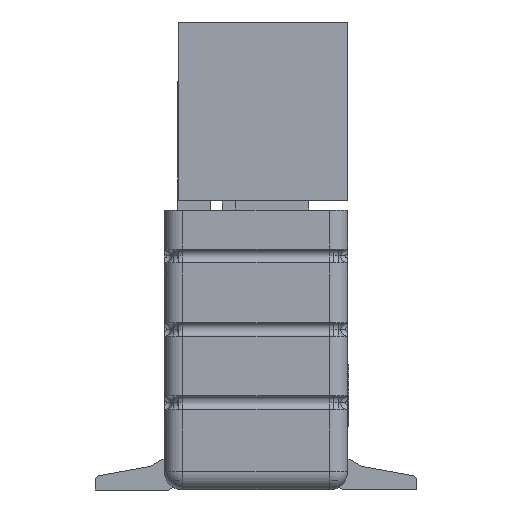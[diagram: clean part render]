
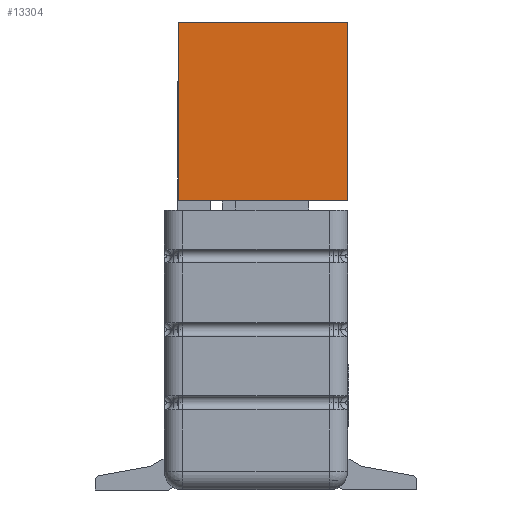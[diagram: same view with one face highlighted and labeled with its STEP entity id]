
A CAD part, left-side view. The second image highlights one B-rep face of the part: STEP entity #13304.
In plain terms, the highlighted planar face has unit normal (-1, 0, 0).
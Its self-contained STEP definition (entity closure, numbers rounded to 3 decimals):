
#114 = VECTOR ( 'NONE', #23154, 1000. ) ;
#2185 = DIRECTION ( 'NONE',  ( 0., 0., 1. ) ) ;
#2790 = DIRECTION ( 'NONE',  ( 0., -1., 0. ) ) ;
#5439 = FACE_OUTER_BOUND ( 'NONE', #16486, .T. ) ;
#5517 = PLANE ( 'NONE',  #32730 ) ;
#7672 = LINE ( 'NONE', #33540, #114 ) ;
#10211 = VERTEX_POINT ( 'NONE', #32623 ) ;
#11115 = CARTESIAN_POINT ( 'NONE',  ( -8.85, -1., 3.15 ) ) ;
#12094 = EDGE_CURVE ( 'NONE', #10211, #40196, #30943, .T. ) ;
#12655 = VECTOR ( 'NONE', #2790, 1000. ) ;
#12807 = EDGE_CURVE ( 'NONE', #35353, #38453, #7672, .T. ) ;
#13304 = ADVANCED_FACE ( 'NONE', ( #5439 ), #5517, .F. ) ;
#13666 = LINE ( 'NONE', #37640, #40541 ) ;
#16486 = EDGE_LOOP ( 'NONE', ( #29482, #24688, #29310, #22233 ) ) ;
#19042 = CARTESIAN_POINT ( 'NONE',  ( -8.85, 0.85, 5.1 ) ) ;
#22233 = ORIENTED_EDGE ( 'NONE', *, *, #32650, .F. ) ;
#22819 = LINE ( 'NONE', #23196, #33028 ) ;
#23154 = DIRECTION ( 'NONE',  ( 0., -1., 0. ) ) ;
#23196 = CARTESIAN_POINT ( 'NONE',  ( -8.85, 0.85, 3.15 ) ) ;
#24688 = ORIENTED_EDGE ( 'NONE', *, *, #32712, .F. ) ;
#25221 = CARTESIAN_POINT ( 'NONE',  ( -8.85, -1., 5.1 ) ) ;
#25924 = CARTESIAN_POINT ( 'NONE',  ( -8.85, 0.45, 5.1 ) ) ;
#29310 = ORIENTED_EDGE ( 'NONE', *, *, #12807, .F. ) ;
#29482 = ORIENTED_EDGE ( 'NONE', *, *, #12094, .T. ) ;
#30272 = DIRECTION ( 'NONE',  ( 0., 0., -1. ) ) ;
#30943 = LINE ( 'NONE', #33088, #12655 ) ;
#32623 = CARTESIAN_POINT ( 'NONE',  ( -8.85, 0.85, 3.15 ) ) ;
#32650 = EDGE_CURVE ( 'NONE', #10211, #35353, #22819, .T. ) ;
#32712 = EDGE_CURVE ( 'NONE', #38453, #40196, #13666, .T. ) ;
#32730 = AXIS2_PLACEMENT_3D ( 'NONE', #25924, #39349, #36213 ) ;
#33028 = VECTOR ( 'NONE', #2185, 1000. ) ;
#33088 = CARTESIAN_POINT ( 'NONE',  ( -8.85, 0.45, 3.15 ) ) ;
#33540 = CARTESIAN_POINT ( 'NONE',  ( -8.85, 0.45, 5.1 ) ) ;
#35353 = VERTEX_POINT ( 'NONE', #19042 ) ;
#36213 = DIRECTION ( 'NONE',  ( 0., 0., -1. ) ) ;
#37640 = CARTESIAN_POINT ( 'NONE',  ( -8.85, -1., 5.1 ) ) ;
#38453 = VERTEX_POINT ( 'NONE', #25221 ) ;
#39349 = DIRECTION ( 'NONE',  ( 1., 0., 0. ) ) ;
#40196 = VERTEX_POINT ( 'NONE', #11115 ) ;
#40541 = VECTOR ( 'NONE', #30272, 1000. ) ;
